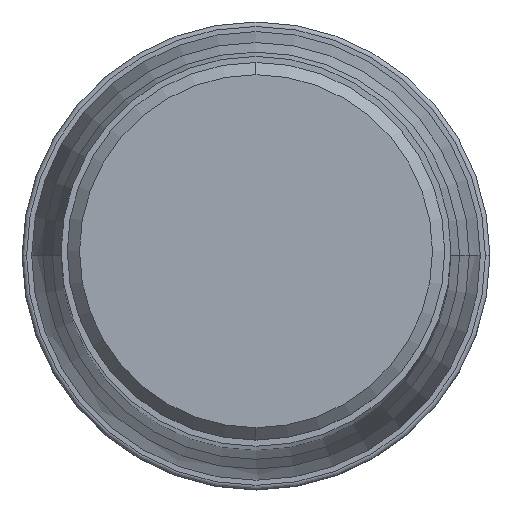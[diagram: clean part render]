
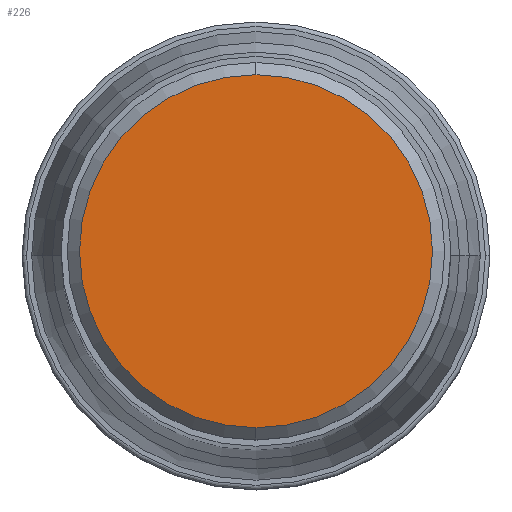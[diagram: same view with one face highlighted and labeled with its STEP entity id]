
A CAD part, top view. The second image highlights one B-rep face of the part: STEP entity #226.
In plain terms, the highlighted planar face has unit normal (0, 0, 1).
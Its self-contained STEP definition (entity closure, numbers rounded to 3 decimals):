
#161=FACE_OUTER_BOUND('',#305,.T.);
#226=ADVANCED_FACE('',(#161),#233,.F.);
#233=PLANE('',#1380);
#305=EDGE_LOOP('',(#598,#599));
#598=ORIENTED_EDGE('',*,*,#844,.F.);
#599=ORIENTED_EDGE('',*,*,#846,.F.);
#696=VERTEX_POINT('',#2224);
#697=VERTEX_POINT('',#2226);
#844=EDGE_CURVE('',#696,#697,#976,.T.);
#846=EDGE_CURVE('',#697,#696,#977,.T.);
#976=CIRCLE('',#1376,14.375);
#977=CIRCLE('',#1378,14.375);
#1376=AXIS2_PLACEMENT_3D('',#2225,#1810,#1811);
#1378=AXIS2_PLACEMENT_3D('',#2229,#1815,#1816);
#1380=AXIS2_PLACEMENT_3D('',#2231,#1819,#1820);
#1810=DIRECTION('',(0.,0.,-1.));
#1811=DIRECTION('',(0.,1.,0.));
#1815=DIRECTION('',(0.,0.,-1.));
#1816=DIRECTION('',(0.,-1.,0.));
#1819=DIRECTION('',(0.,0.,-1.));
#1820=DIRECTION('',(1.,0.,0.));
#2224=CARTESIAN_POINT('',(0.,14.375,0.));
#2225=CARTESIAN_POINT('',(0.,0.,0.));
#2226=CARTESIAN_POINT('',(0.,-14.375,0.));
#2229=CARTESIAN_POINT('',(0.,0.,0.));
#2231=CARTESIAN_POINT('',(0.,0.,0.));
